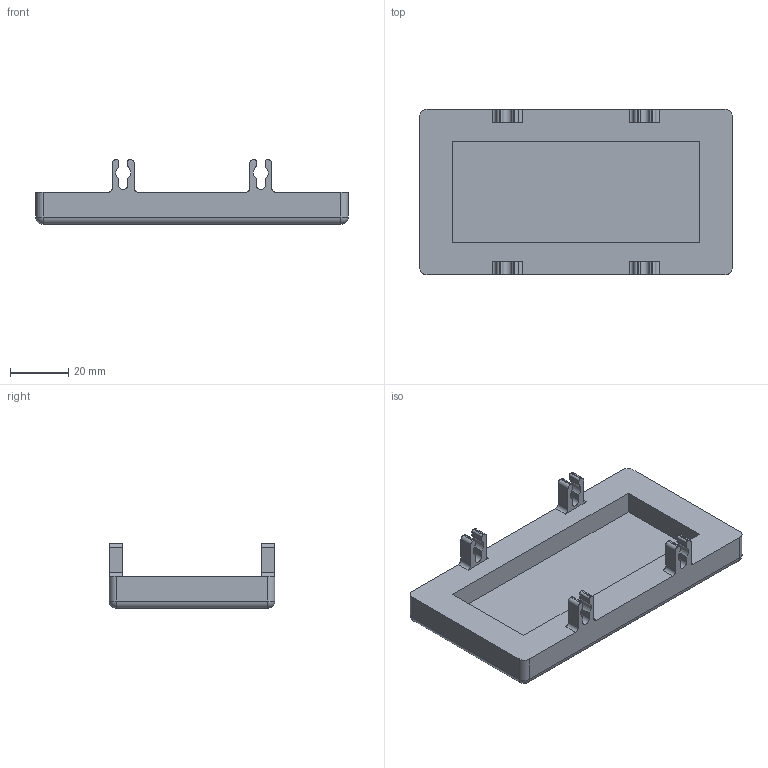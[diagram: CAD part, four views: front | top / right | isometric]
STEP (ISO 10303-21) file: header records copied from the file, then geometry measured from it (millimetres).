
FILE_DESCRIPTION (( 'STEP AP214' ), '1' );
FILE_NAME ('cable cover_7B.STEP', '2025-04-17T19:11:05', ( '' ), ( '' ), 'SwSTEP 2.0', 'SolidWorks 2024', '' );
FILE_SCHEMA (( 'AUTOMOTIVE_DESIGN' ));
Length unit declared in the file: inch
Products named in the file (1): cable cover_7B
Bounding box: 107.7 x 57.2 x 22.33 mm (x, y, z)
Volume: 45334.5 mm3; surface area: 18619.8 mm2
Topology: 1 solids, 1 shells, 103 faces, 292 edges, 188 vertices
Faces by surface type: cylinder 52, plane 47, sphere 4
Entity records: 3357 total; most frequent: DIRECTION 600, CARTESIAN_POINT 580, ORIENTED_EDGE 576, EDGE_CURVE 288, AXIS2_PLACEMENT_3D 208, VERTEX_POINT 188, LINE 184, VECTOR 184
